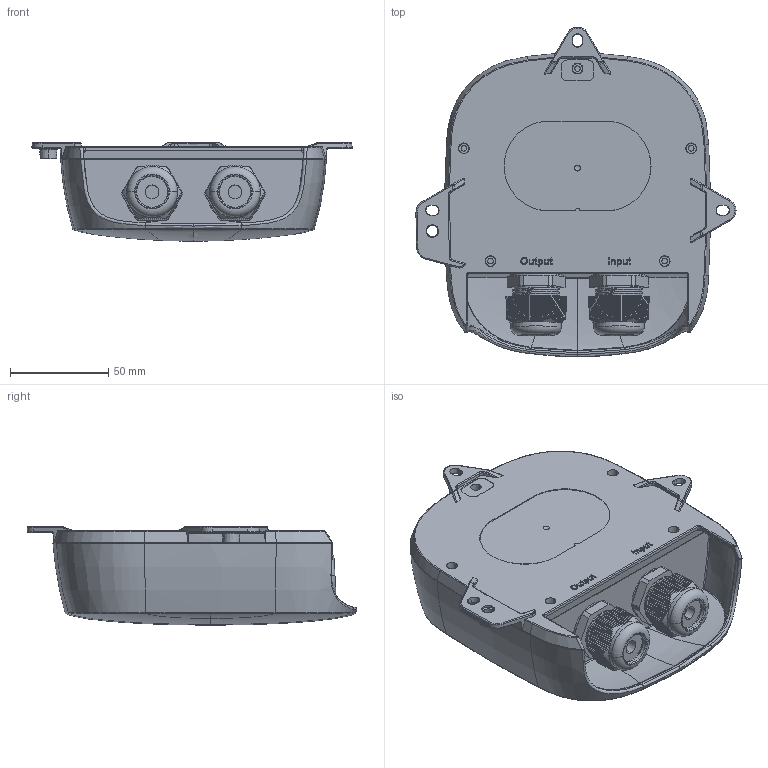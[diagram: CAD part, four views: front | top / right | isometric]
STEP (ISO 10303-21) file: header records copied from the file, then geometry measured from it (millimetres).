
FILE_DESCRIPTION (( 'STEP AP214' ), '1' );
FILE_NAME ('CWMJ8-POE-C6A 20220117.STEP', '2022-01-17T21:16:54', ( '' ), ( '' ), 'SwSTEP 2.0', 'SolidWorks 2021', '' );
FILE_SCHEMA (( 'AUTOMOTIVE_DESIGN' ));
Length unit declared in the file: millimetre
Products named in the file (1): CWMJ8-POE-C6A 20220117
Bounding box: 162.6 x 167.34 x 50 mm (x, y, z)
Volume: 649858.5 mm3; surface area: 76686.8 mm2
Topology: 1 solids, 11 shells, 1220 faces, 3267 edges, 2128 vertices
Faces by surface type: plane 700, bspline 245, cylinder 119, cone 113, torus 35, sphere 8
Entity records: 92424 total; most frequent: CARTESIAN_POINT 52925, ORIENTED_EDGE 6526, DIRECTION 3843, EDGE_CURVE 3263, VERTEX_POINT 2128, B_SPLINE_CURVE_WITH_KNOTS 1613, AXIS2_PLACEMENT_3D 1319, EDGE_LOOP 1297
